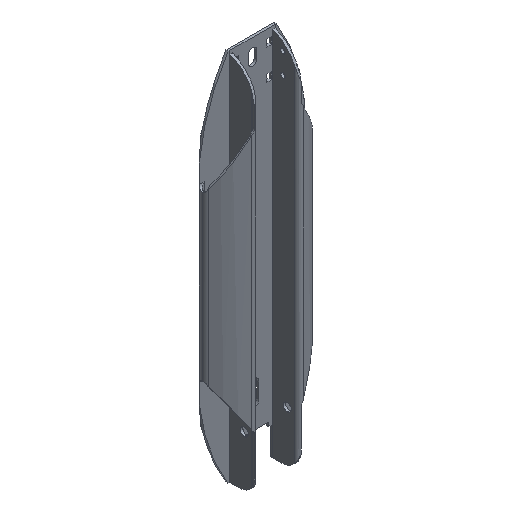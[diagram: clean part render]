
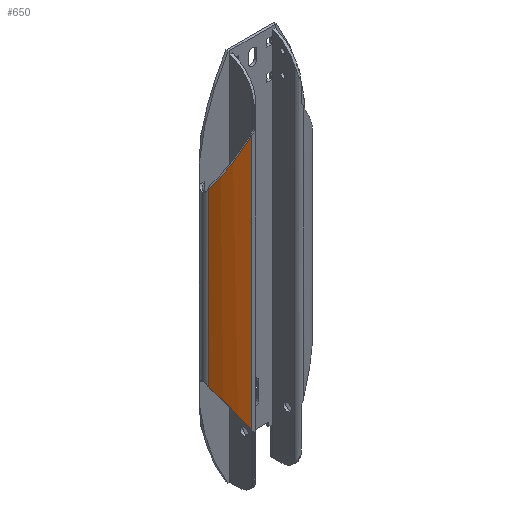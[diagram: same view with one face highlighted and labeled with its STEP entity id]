
A CAD part, isometric view. The second image highlights one B-rep face of the part: STEP entity #650.
In plain terms, the highlighted cylindrical face has radius 85 mm (diameter 170 mm), a partial arc.
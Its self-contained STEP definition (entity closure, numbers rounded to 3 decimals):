
#63 = ORIENTED_EDGE ( 'NONE', *, *, #3265, .T. ) ;
#112 = CYLINDRICAL_SURFACE ( 'NONE', #1097, 85. ) ;
#178 = EDGE_CURVE ( 'NONE', #366, #835, #3665, .T. ) ;
#300 = CARTESIAN_POINT ( 'NONE',  ( 1080.765, 861.774, 338.532 ) ) ;
#366 = VERTEX_POINT ( 'NONE', #1327 ) ;
#404 = DIRECTION ( 'NONE',  ( 0., 0., -1. ) ) ;
#428 = CARTESIAN_POINT ( 'NONE',  ( 1080.765, 861.774, 465. ) ) ;
#536 = CARTESIAN_POINT ( 'NONE',  ( 1101.163, 844.888, 93.959 ) ) ;
#650 = ADVANCED_FACE ( 'NONE', ( #2262 ), #112, .T. ) ;
#683 = ORIENTED_EDGE ( 'NONE', *, *, #178, .F. ) ;
#710 =( BOUNDED_CURVE ( )  B_SPLINE_CURVE ( 3, ( #1130, #861, #1202, #2058 ),
 .UNSPECIFIED., .F., .T. ) 
 B_SPLINE_CURVE_WITH_KNOTS ( ( 4, 4 ),
 ( 5.054, 5.52 ),
 .UNSPECIFIED. ) 
 CURVE ( )  GEOMETRIC_REPRESENTATION_ITEM ( )  RATIONAL_B_SPLINE_CURVE ( ( 1., 0.982, 0.982, 1. ) ) 
 REPRESENTATION_ITEM ( '' )  );
#812 = DIRECTION ( 'NONE',  ( 0., 0., -1. ) ) ;
#835 = VERTEX_POINT ( 'NONE', #3185 ) ;
#861 = CARTESIAN_POINT ( 'NONE',  ( 1101.163, 844.888, 371.041 ) ) ;
#903 = VECTOR ( 'NONE', #3522, 1000. ) ;
#1070 = VERTEX_POINT ( 'NONE', #3456 ) ;
#1092 = VECTOR ( 'NONE', #812, 1000. ) ;
#1097 = AXIS2_PLACEMENT_3D ( 'NONE', #2543, #404, #2607 ) ;
#1130 = CARTESIAN_POINT ( 'NONE',  ( 1113.722, 840.419, 391.057 ) ) ;
#1202 = CARTESIAN_POINT ( 'NONE',  ( 1089.975, 852.137, 353.211 ) ) ;
#1274 = ORIENTED_EDGE ( 'NONE', *, *, #2376, .T. ) ;
#1327 = CARTESIAN_POINT ( 'NONE',  ( 1113.722, 840.419, 391.057 ) ) ;
#1384 = LINE ( 'NONE', #428, #903 ) ;
#1504 = EDGE_LOOP ( 'NONE', ( #683, #2599, #63, #1274 ) ) ;
#2058 = CARTESIAN_POINT ( 'NONE',  ( 1080.765, 861.774, 338.532 ) ) ;
#2262 = FACE_OUTER_BOUND ( 'NONE', #1504, .T. ) ;
#2376 = EDGE_CURVE ( 'NONE', #1070, #835, #3604, .T. ) ;
#2543 = CARTESIAN_POINT ( 'NONE',  ( 1142.215, 920.501, 465. ) ) ;
#2599 = ORIENTED_EDGE ( 'NONE', *, *, #3087, .T. ) ;
#2607 = DIRECTION ( 'NONE',  ( -1., 0., 0. ) ) ;
#2689 = CARTESIAN_POINT ( 'NONE',  ( 1089.975, 852.137, 111.789 ) ) ;
#3087 = EDGE_CURVE ( 'NONE', #366, #3554, #710, .T. ) ;
#3185 = CARTESIAN_POINT ( 'NONE',  ( 1113.722, 840.419, 73.943 ) ) ;
#3265 = EDGE_CURVE ( 'NONE', #3554, #1070, #1384, .T. ) ;
#3456 = CARTESIAN_POINT ( 'NONE',  ( 1080.765, 861.774, 126.468 ) ) ;
#3522 = DIRECTION ( 'NONE',  ( 0., 0., -1. ) ) ;
#3554 = VERTEX_POINT ( 'NONE', #300 ) ;
#3578 = CARTESIAN_POINT ( 'NONE',  ( 1080.765, 861.774, 126.468 ) ) ;
#3592 = CARTESIAN_POINT ( 'NONE',  ( 1113.722, 840.419, 465. ) ) ;
#3593 = CARTESIAN_POINT ( 'NONE',  ( 1113.722, 840.419, 73.943 ) ) ;
#3604 =( BOUNDED_CURVE ( )  B_SPLINE_CURVE ( 3, ( #3578, #2689, #536, #3593 ),
 .UNSPECIFIED., .F., .T. ) 
 B_SPLINE_CURVE_WITH_KNOTS ( ( 4, 4 ),
 ( 3.904, 4.371 ),
 .UNSPECIFIED. ) 
 CURVE ( )  GEOMETRIC_REPRESENTATION_ITEM ( )  RATIONAL_B_SPLINE_CURVE ( ( 1., 0.982, 0.982, 1. ) ) 
 REPRESENTATION_ITEM ( '' )  );
#3665 = LINE ( 'NONE', #3592, #1092 ) ;
